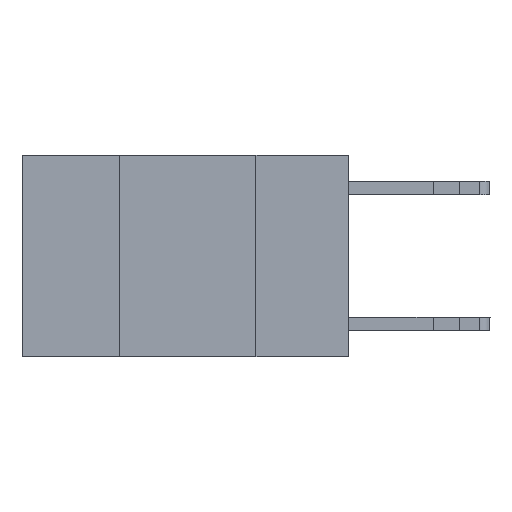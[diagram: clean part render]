
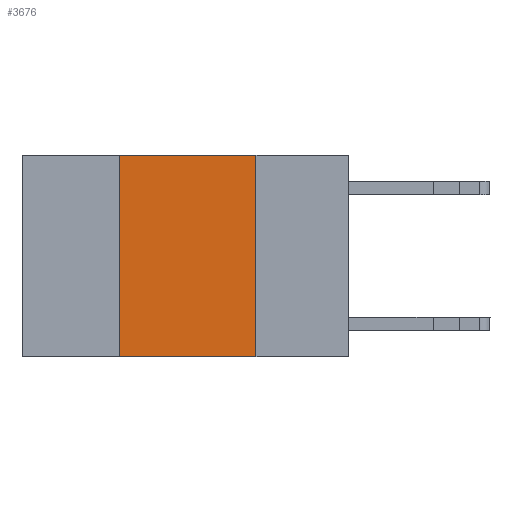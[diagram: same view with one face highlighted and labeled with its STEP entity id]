
A CAD part, left-side view. The second image highlights one B-rep face of the part: STEP entity #3676.
In plain terms, the highlighted planar face has unit normal (-1, 0, 0).
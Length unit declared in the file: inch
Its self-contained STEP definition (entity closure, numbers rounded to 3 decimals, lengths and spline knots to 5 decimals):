
#1131 = DIRECTION ( 'NONE',  ( 0., -1., 0. ) ) ;
#1727 = CARTESIAN_POINT ( 'NONE',  ( 0., 0.42, 0. ) ) ;
#2489 = EDGE_CURVE ( 'NONE', #3269, #5737, #6111, .T. ) ;
#2963 = DIRECTION ( 'NONE',  ( 0., 0., 1. ) ) ;
#3269 = VERTEX_POINT ( 'NONE', #11924 ) ;
#3676 = ADVANCED_FACE ( 'NONE', ( #26161 ), #7884, .F. ) ;
#4001 = CARTESIAN_POINT ( 'NONE',  ( 0., 0.6, 0. ) ) ;
#5146 = VECTOR ( 'NONE', #1131, 39.37008 ) ;
#5540 = CARTESIAN_POINT ( 'NONE',  ( 0., 0.6, 0. ) ) ;
#5737 = VERTEX_POINT ( 'NONE', #23599 ) ;
#6111 = LINE ( 'NONE', #22534, #15454 ) ;
#6369 = DIRECTION ( 'NONE',  ( 0., 0., -1. ) ) ;
#7884 = PLANE ( 'NONE',  #18092 ) ;
#7938 = EDGE_LOOP ( 'NONE', ( #15314, #11553, #9535, #24614 ) ) ;
#9535 = ORIENTED_EDGE ( 'NONE', *, *, #21713, .F. ) ;
#11304 = VERTEX_POINT ( 'NONE', #16141 ) ;
#11327 = VERTEX_POINT ( 'NONE', #1727 ) ;
#11553 = ORIENTED_EDGE ( 'NONE', *, *, #25951, .F. ) ;
#11789 = VECTOR ( 'NONE', #2963, 39.37008 ) ;
#11924 = CARTESIAN_POINT ( 'NONE',  ( 0., 0.17, 0. ) ) ;
#12803 = EDGE_CURVE ( 'NONE', #11304, #5737, #16938, .T. ) ;
#12812 = DIRECTION ( 'NONE',  ( 0., -1., 0. ) ) ;
#12915 = DIRECTION ( 'NONE',  ( 1., 0., 0. ) ) ;
#13397 = CARTESIAN_POINT ( 'NONE',  ( 0., 0.42, 0. ) ) ;
#14163 = DIRECTION ( 'NONE',  ( 0., 0., -1. ) ) ;
#14693 = CARTESIAN_POINT ( 'NONE',  ( 0., 0.6, -0.37 ) ) ;
#15314 = ORIENTED_EDGE ( 'NONE', *, *, #2489, .F. ) ;
#15454 = VECTOR ( 'NONE', #6369, 39.37008 ) ;
#16141 = CARTESIAN_POINT ( 'NONE',  ( 0., 0.42, -0.37 ) ) ;
#16938 = LINE ( 'NONE', #14693, #24743 ) ;
#17776 = LINE ( 'NONE', #13397, #11789 ) ;
#18092 = AXIS2_PLACEMENT_3D ( 'NONE', #4001, #12915, #14163 ) ;
#21713 = EDGE_CURVE ( 'NONE', #11304, #11327, #17776, .T. ) ;
#22534 = CARTESIAN_POINT ( 'NONE',  ( 0., 0.17, 0. ) ) ;
#23446 = LINE ( 'NONE', #5540, #5146 ) ;
#23599 = CARTESIAN_POINT ( 'NONE',  ( 0., 0.17, -0.37 ) ) ;
#24614 = ORIENTED_EDGE ( 'NONE', *, *, #12803, .T. ) ;
#24743 = VECTOR ( 'NONE', #12812, 39.37008 ) ;
#25951 = EDGE_CURVE ( 'NONE', #11327, #3269, #23446, .T. ) ;
#26161 = FACE_OUTER_BOUND ( 'NONE', #7938, .T. ) ;
